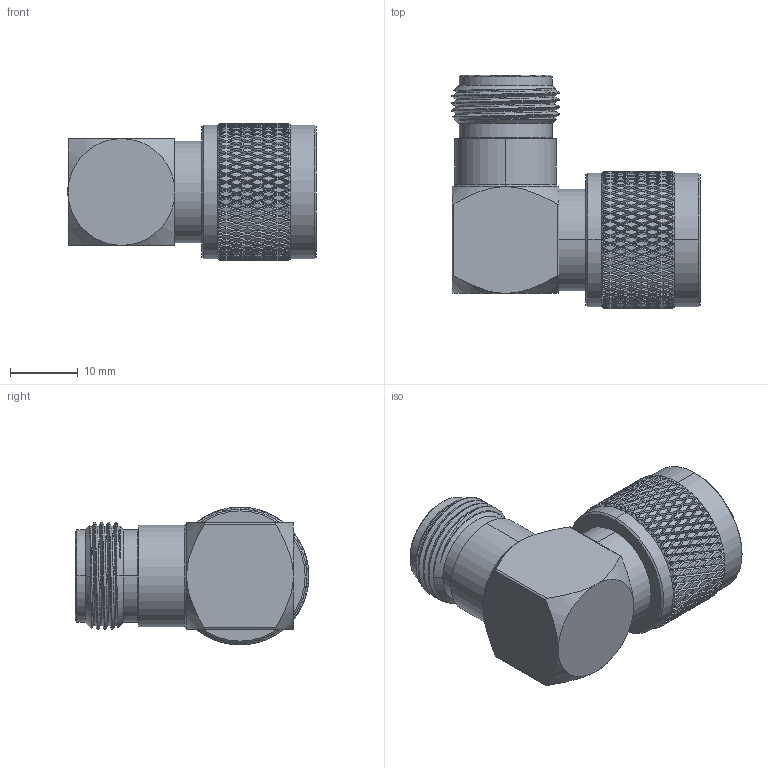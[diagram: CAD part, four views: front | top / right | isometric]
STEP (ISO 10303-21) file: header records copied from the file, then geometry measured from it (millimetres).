
FILE_DESCRIPTION (( 'STEP AP203' ), '1' );
FILE_NAME ('PE9086.step', '2018-07-02T14:31:14', ( '' ), ( '' ), 'SwSTEP 2.0', 'SolidWorks 2017', '' );
FILE_SCHEMA (( 'CONFIG_CONTROL_DESIGN' ));
Products named in the file (1): PE9086
Bounding box: 36.66 x 34.49 x 20.32 mm (x, y, z)
Volume: 10389.1 mm3; surface area: 5592.2 mm2
Topology: 1 solids, 1 shells, 2365 faces, 5081 edges, 2730 vertices
Faces by surface type: bspline 1766, cylinder 505, plane 46, cone 42, torus 6
Entity records: 91939 total; most frequent: CARTESIAN_POINT 60577, ORIENTED_EDGE 10162, EDGE_CURVE 5081, VERTEX_POINT 2730, EDGE_LOOP 2377, ADVANCED_FACE 2365, FACE_OUTER_BOUND 2365, B_SPLINE_CURVE_WITH_KNOTS 2177
